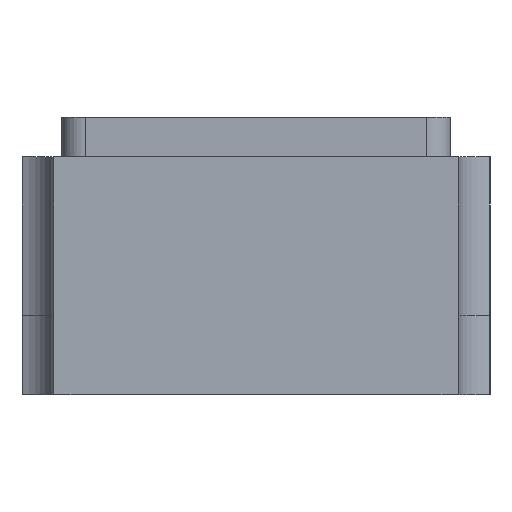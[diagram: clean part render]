
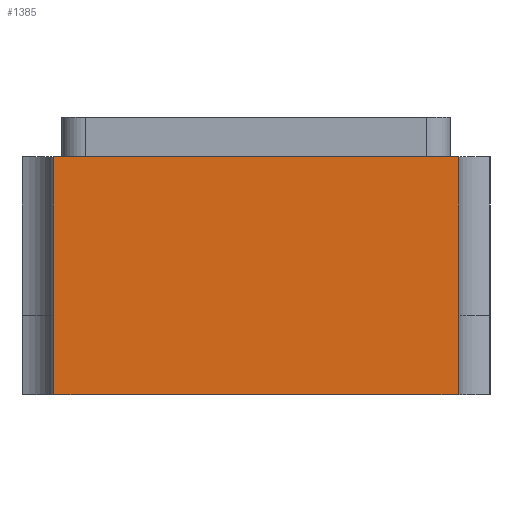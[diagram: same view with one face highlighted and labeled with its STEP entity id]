
A CAD part, left-side view. The second image highlights one B-rep face of the part: STEP entity #1385.
In plain terms, the highlighted planar face has unit normal (-1, 0, 0).
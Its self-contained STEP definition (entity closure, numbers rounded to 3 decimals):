
#918 = VERTEX_POINT('',#919);
#919 = CARTESIAN_POINT('',(-1.6,0.648,0.));
#935 = VERTEX_POINT('',#936);
#936 = CARTESIAN_POINT('',(-1.6,0.648,0.254));
#943 = EDGE_CURVE('',#918,#935,#944,.T.);
#944 = LINE('',#945,#946);
#945 = CARTESIAN_POINT('',(-1.6,0.648,0.889));
#946 = VECTOR('',#947,1.);
#947 = DIRECTION('',(0.,0.,1.));
#958 = VERTEX_POINT('',#959);
#959 = CARTESIAN_POINT('',(-1.6,-0.648,0.));
#968 = EDGE_CURVE('',#969,#958,#971,.T.);
#969 = VERTEX_POINT('',#970);
#970 = CARTESIAN_POINT('',(-1.6,-0.648,0.254));
#971 = LINE('',#972,#973);
#972 = CARTESIAN_POINT('',(-1.6,-0.648,0.889));
#973 = VECTOR('',#974,1.);
#974 = DIRECTION('',(0.,0.,-1.));
#1162 = VERTEX_POINT('',#1163);
#1163 = CARTESIAN_POINT('',(-1.6,-0.521,0.));
#1169 = EDGE_CURVE('',#1170,#1162,#1172,.T.);
#1170 = VERTEX_POINT('',#1171);
#1171 = CARTESIAN_POINT('',(-1.6,0.521,0.));
#1172 = LINE('',#1173,#1174);
#1173 = CARTESIAN_POINT('',(-1.6,0.749,0.));
#1174 = VECTOR('',#1175,1.);
#1175 = DIRECTION('',(0.,-1.,0.));
#1264 = VERTEX_POINT('',#1265);
#1265 = CARTESIAN_POINT('',(-1.6,-0.648,0.762));
#1315 = VERTEX_POINT('',#1316);
#1316 = CARTESIAN_POINT('',(-1.6,0.648,0.762));
#1323 = EDGE_CURVE('',#1264,#1315,#1324,.T.);
#1324 = LINE('',#1325,#1326);
#1325 = CARTESIAN_POINT('',(-1.6,-0.749,0.762));
#1326 = VECTOR('',#1327,1.);
#1327 = DIRECTION('',(0.,1.,0.));
#1385 = ADVANCED_FACE('',(#1386),#1432,.F.);
#1386 = FACE_BOUND('',#1387,.T.);
#1387 = EDGE_LOOP('',(#1388,#1394,#1395,#1401,#1402,#1410,#1416,#1417,
    #1425,#1431));
#1388 = ORIENTED_EDGE('',*,*,#1389,.F.);
#1389 = EDGE_CURVE('',#1264,#969,#1390,.T.);
#1390 = LINE('',#1391,#1392);
#1391 = CARTESIAN_POINT('',(-1.6,-0.648,0.889));
#1392 = VECTOR('',#1393,1.);
#1393 = DIRECTION('',(0.,0.,-1.));
#1394 = ORIENTED_EDGE('',*,*,#1323,.T.);
#1395 = ORIENTED_EDGE('',*,*,#1396,.F.);
#1396 = EDGE_CURVE('',#935,#1315,#1397,.T.);
#1397 = LINE('',#1398,#1399);
#1398 = CARTESIAN_POINT('',(-1.6,0.648,0.889));
#1399 = VECTOR('',#1400,1.);
#1400 = DIRECTION('',(0.,0.,1.));
#1401 = ORIENTED_EDGE('',*,*,#943,.F.);
#1402 = ORIENTED_EDGE('',*,*,#1403,.T.);
#1403 = EDGE_CURVE('',#918,#1404,#1406,.T.);
#1404 = VERTEX_POINT('',#1405);
#1405 = CARTESIAN_POINT('',(-1.6,0.521,0.));
#1406 = LINE('',#1407,#1408);
#1407 = CARTESIAN_POINT('',(-1.6,0.648,0.));
#1408 = VECTOR('',#1409,1.);
#1409 = DIRECTION('',(0.,-1.,0.));
#1410 = ORIENTED_EDGE('',*,*,#1411,.T.);
#1411 = EDGE_CURVE('',#1404,#1170,#1412,.T.);
#1412 = LINE('',#1413,#1414);
#1413 = CARTESIAN_POINT('',(-1.6,0.521,0.));
#1414 = VECTOR('',#1415,1.);
#1415 = DIRECTION('',(0.,0.,1.));
#1416 = ORIENTED_EDGE('',*,*,#1169,.T.);
#1417 = ORIENTED_EDGE('',*,*,#1418,.F.);
#1418 = EDGE_CURVE('',#1419,#1162,#1421,.T.);
#1419 = VERTEX_POINT('',#1420);
#1420 = CARTESIAN_POINT('',(-1.6,-0.521,0.));
#1421 = LINE('',#1422,#1423);
#1422 = CARTESIAN_POINT('',(-1.6,-0.521,0.));
#1423 = VECTOR('',#1424,1.);
#1424 = DIRECTION('',(0.,0.,1.));
#1425 = ORIENTED_EDGE('',*,*,#1426,.T.);
#1426 = EDGE_CURVE('',#1419,#958,#1427,.T.);
#1427 = LINE('',#1428,#1429);
#1428 = CARTESIAN_POINT('',(-1.6,-0.648,0.));
#1429 = VECTOR('',#1430,1.);
#1430 = DIRECTION('',(0.,-1.,0.));
#1431 = ORIENTED_EDGE('',*,*,#968,.F.);
#1432 = PLANE('',#1433);
#1433 = AXIS2_PLACEMENT_3D('',#1434,#1435,#1436);
#1434 = CARTESIAN_POINT('',(-1.6,0.749,0.889));
#1435 = DIRECTION('',(1.,0.,0.));
#1436 = DIRECTION('',(0.,1.,0.));
